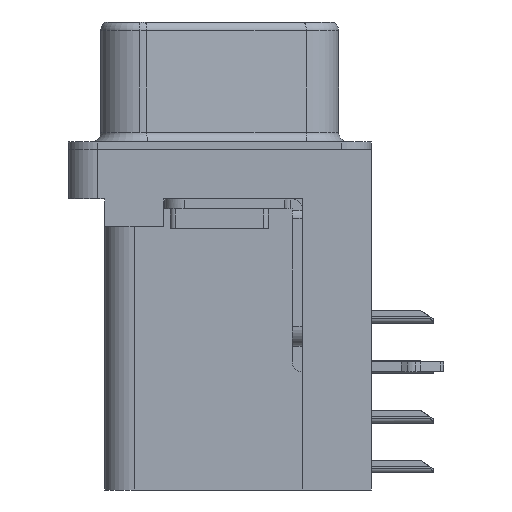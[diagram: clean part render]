
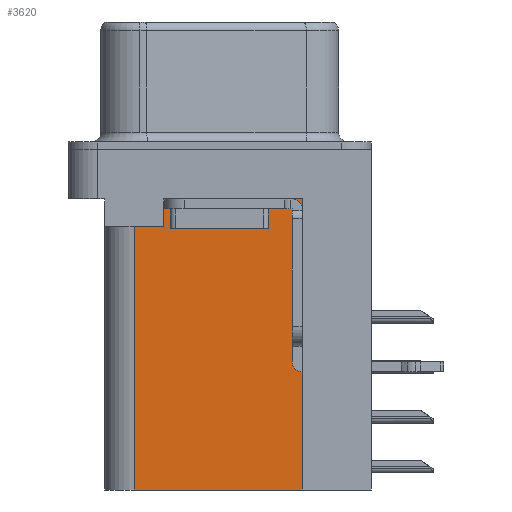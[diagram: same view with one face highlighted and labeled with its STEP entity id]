
A CAD part, left-side view. The second image highlights one B-rep face of the part: STEP entity #3620.
In plain terms, the highlighted planar face has unit normal (-1, 0, 0).
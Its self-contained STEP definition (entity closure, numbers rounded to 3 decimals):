
#200 = VERTEX_POINT ( 'NONE', #3083 ) ;
#358 = DIRECTION ( 'NONE',  ( 0., 0., 1. ) ) ;
#388 = ORIENTED_EDGE ( 'NONE', *, *, #23715, .T. ) ;
#574 = EDGE_CURVE ( 'NONE', #26381, #27684, #5972, .T. ) ;
#1133 = LINE ( 'NONE', #13402, #34816 ) ;
#1292 = VECTOR ( 'NONE', #16510, 1000. ) ;
#2606 = EDGE_LOOP ( 'NONE', ( #6149, #2998, #34234, #5351, #24351, #388 ) ) ;
#2998 = ORIENTED_EDGE ( 'NONE', *, *, #39279, .T. ) ;
#3083 = CARTESIAN_POINT ( 'NONE',  ( 3.75, 2.85, -2.5 ) ) ;
#3239 = DIRECTION ( 'NONE',  ( 0., 1., 0. ) ) ;
#3620 = ADVANCED_FACE ( 'NONE', ( #6749 ), #36508, .F. ) ;
#5351 = ORIENTED_EDGE ( 'NONE', *, *, #22766, .F. ) ;
#5972 = LINE ( 'NONE', #29435, #22346 ) ;
#6120 = AXIS2_PLACEMENT_3D ( 'NONE', #35140, #33132, #36739 ) ;
#6149 = ORIENTED_EDGE ( 'NONE', *, *, #35461, .T. ) ;
#6189 = VECTOR ( 'NONE', #33791, 1000. ) ;
#6571 = CARTESIAN_POINT ( 'NONE',  ( 3.75, 4.35, -3.9 ) ) ;
#6749 = FACE_OUTER_BOUND ( 'NONE', #2606, .T. ) ;
#13144 = VERTEX_POINT ( 'NONE', #36174 ) ;
#13402 = CARTESIAN_POINT ( 'NONE',  ( 3.75, -4.2, -17.3 ) ) ;
#14024 = DIRECTION ( 'NONE',  ( 0., 0., 1. ) ) ;
#15972 = DIRECTION ( 'NONE',  ( 0., 1., 0. ) ) ;
#16510 = DIRECTION ( 'NONE',  ( 0., 1., 0. ) ) ;
#16738 = CARTESIAN_POINT ( 'NONE',  ( 3.75, 4.35, -17.3 ) ) ;
#20589 = CARTESIAN_POINT ( 'NONE',  ( 3.75, 2.85, -3.9 ) ) ;
#20627 = CARTESIAN_POINT ( 'NONE',  ( 3.75, 2.85, -3.9 ) ) ;
#21652 = LINE ( 'NONE', #31788, #37854 ) ;
#22346 = VECTOR ( 'NONE', #15972, 1000. ) ;
#22766 = EDGE_CURVE ( 'NONE', #29104, #27684, #24831, .T. ) ;
#23580 = LINE ( 'NONE', #20627, #6189 ) ;
#23639 = EDGE_CURVE ( 'NONE', #13144, #29104, #21652, .T. ) ;
#23715 = EDGE_CURVE ( 'NONE', #13144, #28257, #1133, .T. ) ;
#24351 = ORIENTED_EDGE ( 'NONE', *, *, #23639, .F. ) ;
#24831 = LINE ( 'NONE', #39950, #39898 ) ;
#26381 = VERTEX_POINT ( 'NONE', #20589 ) ;
#27684 = VERTEX_POINT ( 'NONE', #6571 ) ;
#28257 = VERTEX_POINT ( 'NONE', #35381 ) ;
#29104 = VERTEX_POINT ( 'NONE', #16738 ) ;
#29435 = CARTESIAN_POINT ( 'NONE',  ( 3.75, 0., -3.9 ) ) ;
#31788 = CARTESIAN_POINT ( 'NONE',  ( 3.75, -4.2, -17.3 ) ) ;
#33132 = DIRECTION ( 'NONE',  ( 1., 0., 0. ) ) ;
#33791 = DIRECTION ( 'NONE',  ( 0., 0., -1. ) ) ;
#34234 = ORIENTED_EDGE ( 'NONE', *, *, #574, .T. ) ;
#34816 = VECTOR ( 'NONE', #358, 1000. ) ;
#34980 = LINE ( 'NONE', #39148, #1292 ) ;
#35140 = CARTESIAN_POINT ( 'NONE',  ( 3.75, -4.2, -17.3 ) ) ;
#35381 = CARTESIAN_POINT ( 'NONE',  ( 3.75, -4.2, -2.5 ) ) ;
#35461 = EDGE_CURVE ( 'NONE', #28257, #200, #34980, .T. ) ;
#36174 = CARTESIAN_POINT ( 'NONE',  ( 3.75, -4.2, -17.3 ) ) ;
#36508 = PLANE ( 'NONE',  #6120 ) ;
#36739 = DIRECTION ( 'NONE',  ( 0., 1., 0. ) ) ;
#37854 = VECTOR ( 'NONE', #3239, 1000. ) ;
#39148 = CARTESIAN_POINT ( 'NONE',  ( 3.75, -4.2, -2.5 ) ) ;
#39279 = EDGE_CURVE ( 'NONE', #200, #26381, #23580, .T. ) ;
#39898 = VECTOR ( 'NONE', #14024, 1000. ) ;
#39950 = CARTESIAN_POINT ( 'NONE',  ( 3.75, 4.35, -17.3 ) ) ;
